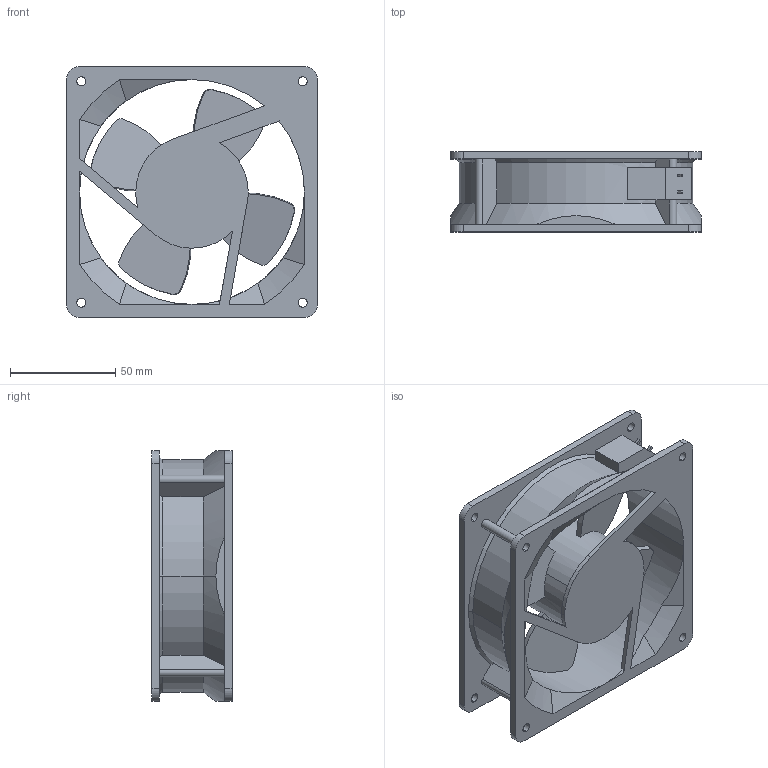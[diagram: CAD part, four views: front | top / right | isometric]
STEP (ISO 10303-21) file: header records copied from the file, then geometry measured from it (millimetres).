
FILE_DESCRIPTION(('starvars output'),'2;1');
FILE_NAME('4715MS-12T-B10-A00_3D.stp','14:07:13 2012/10/17',( 'Thomas Industrial Network Germany GmbH'),( 'Thomas Industrial Network Germany GmbH'),'unknown preprocess','ACIS' ,'unknown authorization');
FILE_SCHEMA(('AUTOMOTIVE_DESIGN_CC2 {UNKNOWN IMPLEMENTATION LEVEL}'));
Length unit declared in the file: millimetre
Products named in the file (1): PRODUCT_ID_1
Bounding box: 119 x 38 x 119 mm (x, y, z)
Volume: 144712.4 mm3; surface area: 64905.5 mm2
Topology: 1 solids, 1 shells, 148 faces, 417 edges, 276 vertices
Faces by surface type: plane 67, cylinder 64, cone 17
Entity records: 5597 total; most frequent: ORIENTED_EDGE 834, CARTESIAN_POINT 815, DIRECTION 640, EDGE_CURVE 417, VERTEX_POINT 276, AXIS2_PLACEMENT_3D 223, VECTOR 194, LINE 194
